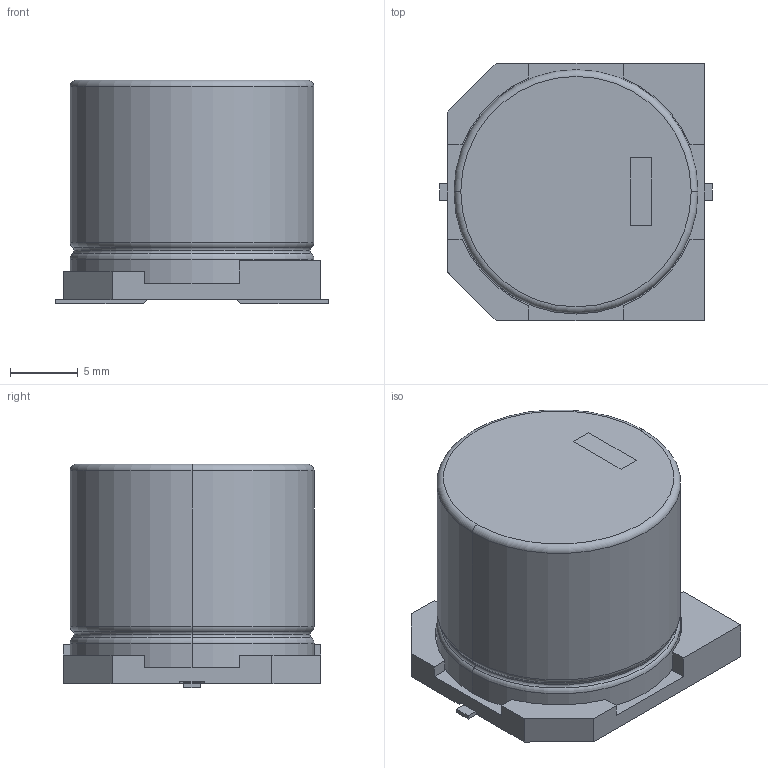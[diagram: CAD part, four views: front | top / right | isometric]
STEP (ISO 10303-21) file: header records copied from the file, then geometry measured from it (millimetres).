
FILE_DESCRIPTION (( 'STEP AP214' ), '1' );
FILE_NAME ('CAP-SMD_BD18.0-L19.0-W19.0-LS20.4-FD.step', '2022-07-01T06:24:23', ( '' ), ( '' ), 'SwSTEP 2.0', 'SolidWorks 2020', '' );
FILE_SCHEMA (( 'AUTOMOTIVE_DESIGN' ));
Length unit declared in the file: millimetre
Products named in the file (1): CAP-SMD_BD18.0-L19.0-W19.0-LS20.4-FD
Bounding box: 20.1 x 19 x 16.5 mm (x, y, z)
Volume: 4318.1 mm3; surface area: 1779.7 mm2
Topology: 1 solids, 1 shells, 291 faces, 790 edges, 524 vertices
Faces by surface type: plane 168, bspline 98, cylinder 15, torus 10
Entity records: 12855 total; most frequent: CARTESIAN_POINT 2912, ORIENTED_EDGE 1580, DIRECTION 1026, EDGE_CURVE 790, LINE 542, VECTOR 542, VERTEX_POINT 524, EDGE_LOOP 314
